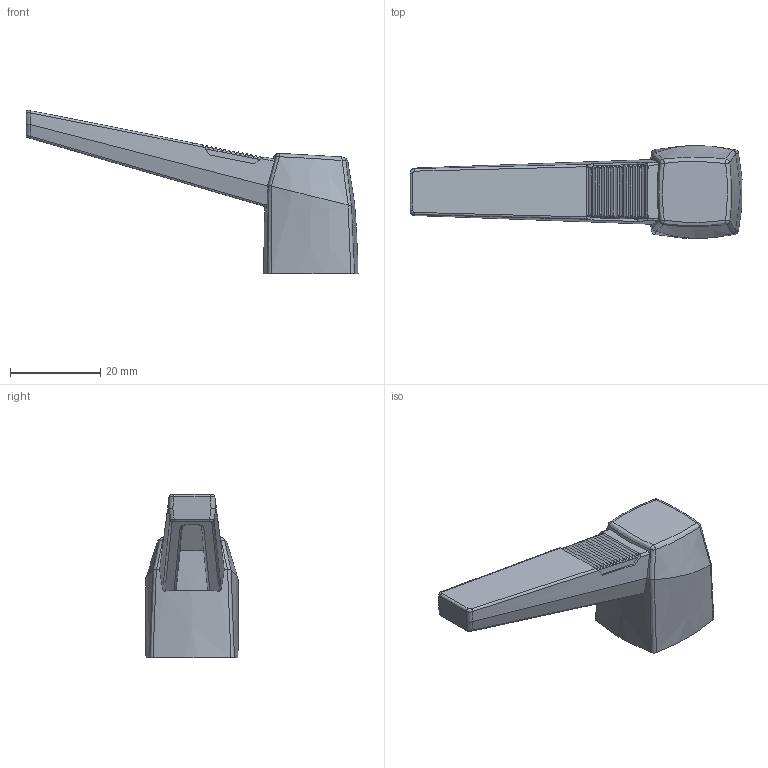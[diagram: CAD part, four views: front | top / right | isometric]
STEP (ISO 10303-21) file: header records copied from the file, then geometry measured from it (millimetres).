
FILE_DESCRIPTION( ( 'Unknown' ), '1' );
FILE_NAME( '6352025_KFB63_M08.stp', 'Unknown', ( 'Unknown' ), ( 'Unknown' ), 'PSStep 14.0', 'Unknown', ' ' );
FILE_SCHEMA( ( 'AUTOMOTIVE_DESIGN { 1 0 10303 214 1 1 1 1 }' ) );
Length unit declared in the file: millimetre
Products named in the file (1): 6352025
Bounding box: 73.4 x 20.55 x 36.12 mm (x, y, z)
Volume: 12354.4 mm3; surface area: 5579.1 mm2
Topology: 1 solids, 1 shells, 109 faces, 290 edges, 185 vertices
Faces by surface type: bspline 48, plane 47, cylinder 8, sphere 4, cone 2
Full cylindrical faces by diameter (mm): 6.647 x2, 10 x1
Entity records: 7471 total; most frequent: CARTESIAN_POINT 4266, ORIENTED_EDGE 564, DIRECTION 367, EDGE_CURVE 282, VERTEX_POINT 183, AXIS2_PLACEMENT_3D 152, B_SPLINE_CURVE_WITH_KNOTS 129, EDGE_LOOP 116
